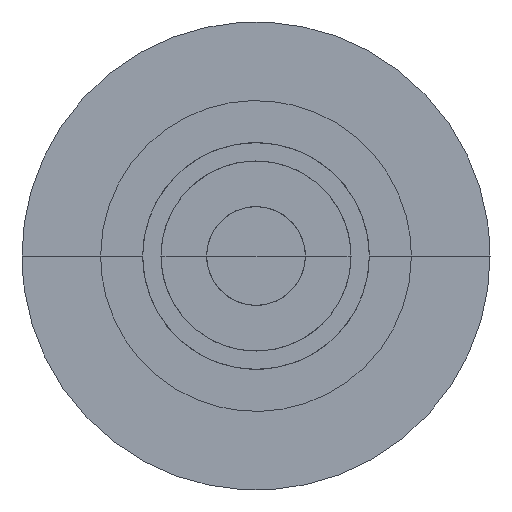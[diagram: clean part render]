
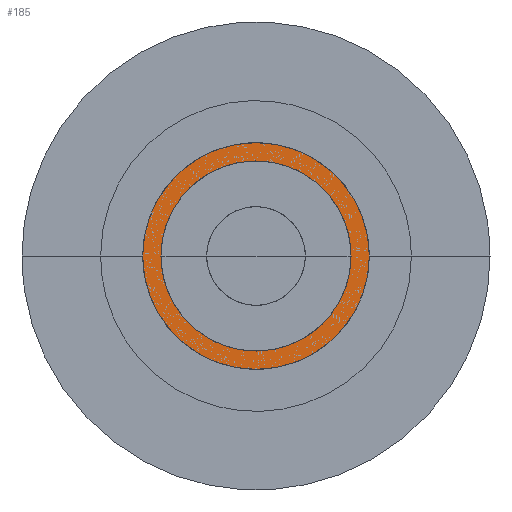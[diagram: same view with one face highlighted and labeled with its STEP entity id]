
A CAD part, left-side view. The second image highlights one B-rep face of the part: STEP entity #185.
In plain terms, the highlighted planar face has unit normal (-1, 0, 0).
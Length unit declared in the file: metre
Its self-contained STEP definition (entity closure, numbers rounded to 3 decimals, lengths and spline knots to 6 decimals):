
#185=ADVANCED_FACE('',(#465,#466),#467,.T.);
#465=FACE_OUTER_BOUND('',#858,.T.);
#466=FACE_BOUND('',#859,.T.);
#467=PLANE('',#860);
#858=EDGE_LOOP('',(#4422,#4423));
#859=EDGE_LOOP('',(#4424,#4425));
#860=AXIS2_PLACEMENT_3D('',#4426,#4427,#4428);
#4422=ORIENTED_EDGE('',*,*,#5010,.F.);
#4423=ORIENTED_EDGE('',*,*,#5013,.F.);
#4424=ORIENTED_EDGE('',*,*,#5014,.T.);
#4425=ORIENTED_EDGE('',*,*,#5006,.T.);
#4426=CARTESIAN_POINT('',(0.0,0.057,0.0));
#4427=DIRECTION('',(-1.0,0.0,0.0));
#4428=DIRECTION('',(0.0,-1.0,0.0));
#5006=EDGE_CURVE('',#5372,#5370,#5373,.T.);
#5010=EDGE_CURVE('',#5376,#5378,#5379,.T.);
#5013=EDGE_CURVE('',#5378,#5376,#5382,.T.);
#5014=EDGE_CURVE('',#5370,#5372,#5383,.T.);
#5370=VERTEX_POINT('',#5853);
#5372=VERTEX_POINT('',#5856);
#5373=CIRCLE('',#5857,0.052);
#5376=VERTEX_POINT('',#5861);
#5378=VERTEX_POINT('',#5864);
#5379=CIRCLE('',#5865,0.062);
#5382=CIRCLE('',#5869,0.062);
#5383=CIRCLE('',#5870,0.052);
#5853=CARTESIAN_POINT('',(0.0,0.052,0.0));
#5856=CARTESIAN_POINT('',(0.0,-0.052,0.));
#5857=AXIS2_PLACEMENT_3D('',#7607,#7608,#7609);
#5861=CARTESIAN_POINT('',(0.0,0.062,0.0));
#5864=CARTESIAN_POINT('',(0.0,-0.062,0.));
#5865=AXIS2_PLACEMENT_3D('',#7612,#7613,#7614);
#5869=AXIS2_PLACEMENT_3D('',#7616,#7617,#7618);
#5870=AXIS2_PLACEMENT_3D('',#7619,#7620,#7621);
#7607=CARTESIAN_POINT('',(0.0,0.0,0.0));
#7608=DIRECTION('',(1.0,0.0,0.0));
#7609=DIRECTION('',(0.0,1.0,0.0));
#7612=CARTESIAN_POINT('',(0.0,0.0,0.0));
#7613=DIRECTION('',(1.0,0.0,0.0));
#7614=DIRECTION('',(0.0,1.0,0.0));
#7616=CARTESIAN_POINT('',(0.0,0.0,0.0));
#7617=DIRECTION('',(1.0,0.0,0.0));
#7618=DIRECTION('',(0.0,1.0,0.0));
#7619=CARTESIAN_POINT('',(0.0,0.0,0.0));
#7620=DIRECTION('',(1.0,0.0,0.0));
#7621=DIRECTION('',(0.0,1.0,0.0));
